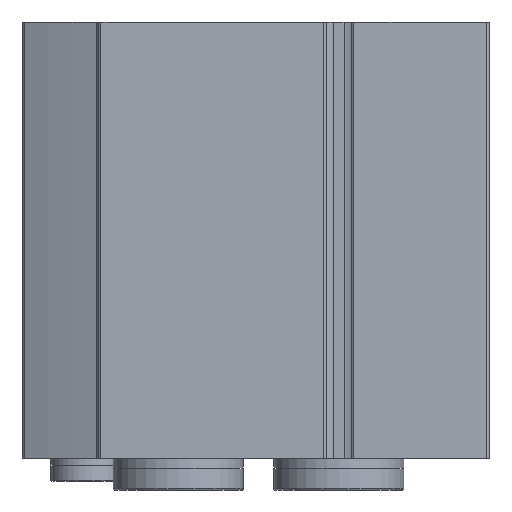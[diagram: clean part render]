
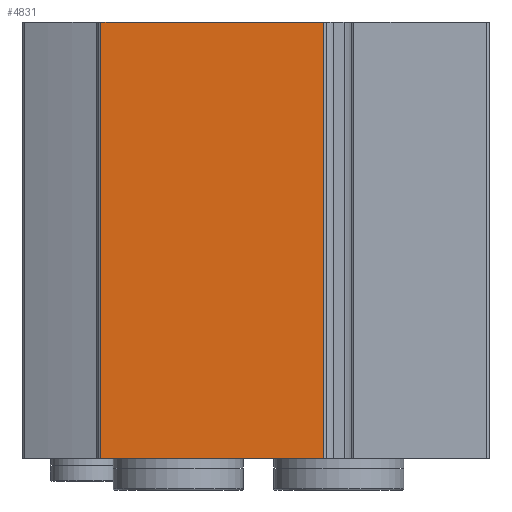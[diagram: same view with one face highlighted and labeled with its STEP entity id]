
A CAD part, front view. The second image highlights one B-rep face of the part: STEP entity #4831.
In plain terms, the highlighted planar face has unit normal (0, -1, 0).
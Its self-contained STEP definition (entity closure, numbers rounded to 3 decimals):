
#147=PLANE('',#5244);
#648=ORIENTED_EDGE('',*,*,#1934,.F.);
#649=ORIENTED_EDGE('',*,*,#1933,.F.);
#650=ORIENTED_EDGE('',*,*,#1935,.T.);
#651=ORIENTED_EDGE('',*,*,#1936,.T.);
#1933=EDGE_CURVE('',#2573,#2572,#3042,.T.);
#1934=EDGE_CURVE('',#2572,#2574,#3043,.T.);
#1935=EDGE_CURVE('',#2573,#2575,#3044,.T.);
#1936=EDGE_CURVE('',#2575,#2574,#3045,.T.);
#2572=VERTEX_POINT('',#7551);
#2573=VERTEX_POINT('',#7553);
#2574=VERTEX_POINT('',#7557);
#2575=VERTEX_POINT('',#7559);
#3042=LINE('',#7554,#3394);
#3043=LINE('',#7556,#3395);
#3044=LINE('',#7558,#3396);
#3045=LINE('',#7560,#3397);
#3394=VECTOR('',#5893,1000.);
#3395=VECTOR('',#5896,1000.);
#3396=VECTOR('',#5897,1000.);
#3397=VECTOR('',#5898,1000.);
#3750=EDGE_LOOP('',(#648,#649,#650,#651));
#4240=FACE_BOUND('',#3750,.T.);
#4831=ADVANCED_FACE('',(#4240),#147,.T.);
#5244=AXIS2_PLACEMENT_3D('',#7555,#5894,#5895);
#5893=DIRECTION('',(0.,0.,1.));
#5894=DIRECTION('',(0.,-1.,0.));
#5895=DIRECTION('',(0.,0.,-1.));
#5896=DIRECTION('',(1.,0.,0.));
#5897=DIRECTION('',(1.,0.,0.));
#5898=DIRECTION('',(0.,0.,1.));
#7551=CARTESIAN_POINT('',(-47.42,0.,0.));
#7553=CARTESIAN_POINT('',(-47.42,0.,-87.));
#7554=CARTESIAN_POINT('',(-47.42,0.,-87.));
#7555=CARTESIAN_POINT('',(-47.42,0.,-87.));
#7556=CARTESIAN_POINT('',(-47.42,0.,0.));
#7557=CARTESIAN_POINT('',(-3.,0.,0.));
#7558=CARTESIAN_POINT('',(-47.42,0.,-87.));
#7559=CARTESIAN_POINT('',(-3.,0.,-87.));
#7560=CARTESIAN_POINT('',(-3.,0.,-87.));
